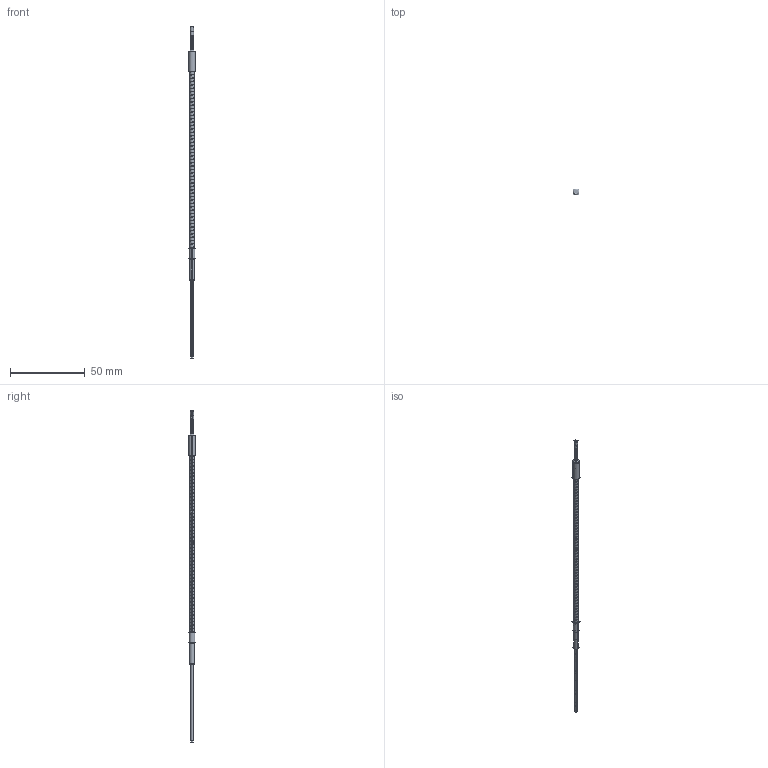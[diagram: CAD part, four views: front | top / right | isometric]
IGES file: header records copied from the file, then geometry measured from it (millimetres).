
Start section:  PTC IGES file: 193363.igs
Global section: file name: 193363.igs; native system: Creo Parametric by Parametric Technology Corporation; preprocessor: 2013230; author: pdmadmin; organization: Unknown; date: 20160302.094727; units: millimetre
Bounding box: 4.6 x 4.6 x 221.67 mm (x, y, z)
Volume: 723.1 mm3; surface area: 26309.7 mm2
Topology: 7 solids, 8 shells, 1052 faces, 5118 edges, 6564 vertices
Faces by surface type: revolution 888, bspline 164
